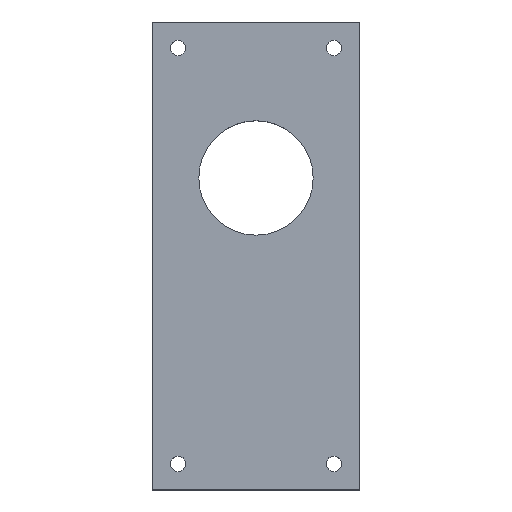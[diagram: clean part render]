
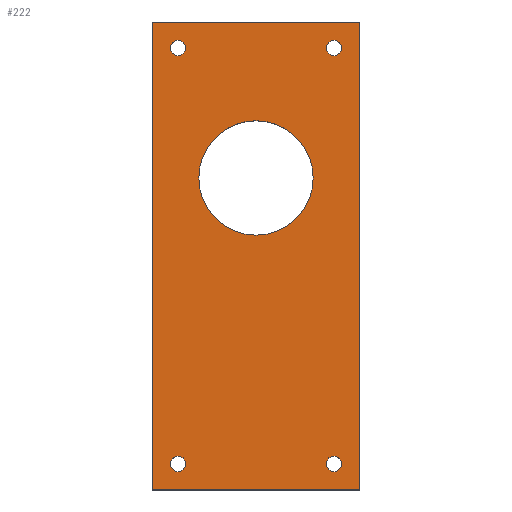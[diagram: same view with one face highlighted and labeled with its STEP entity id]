
A CAD part, top view. The second image highlights one B-rep face of the part: STEP entity #222.
In plain terms, the highlighted planar face has unit normal (0, 0, 1).
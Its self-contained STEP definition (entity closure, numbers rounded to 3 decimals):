
#4 = CARTESIAN_POINT ( 'NONE',  ( -69.189, 34.115, 10. ) ) ;
#10 = VERTEX_POINT ( 'NONE', #166 ) ;
#13 = CIRCLE ( 'NONE', #357, 1.5 ) ;
#16 = CARTESIAN_POINT ( 'NONE',  ( -70.689, -45.885, 10. ) ) ;
#18 = FACE_BOUND ( 'NONE', #481, .T. ) ;
#21 = AXIS2_PLACEMENT_3D ( 'NONE', #40, #43, #473 ) ;
#22 = ORIENTED_EDGE ( 'NONE', *, *, #198, .T. ) ;
#23 = CARTESIAN_POINT ( 'NONE',  ( 0., 0., 10. ) ) ;
#25 = CARTESIAN_POINT ( 'NONE',  ( 0., 39.115, 10. ) ) ;
#40 = CARTESIAN_POINT ( 'NONE',  ( -69.189, 34.115, 10. ) ) ;
#43 = DIRECTION ( 'NONE',  ( 0., 0., -1. ) ) ;
#44 = EDGE_CURVE ( 'NONE', #243, #437, #428, .T. ) ;
#49 = AXIS2_PLACEMENT_3D ( 'NONE', #436, #130, #122 ) ;
#51 = EDGE_CURVE ( 'NONE', #514, #144, #202, .T. ) ;
#53 = ORIENTED_EDGE ( 'NONE', *, *, #445, .T. ) ;
#60 = AXIS2_PLACEMENT_3D ( 'NONE', #499, #200, #511 ) ;
#66 = PLANE ( 'NONE',  #82 ) ;
#70 = EDGE_LOOP ( 'NONE', ( #422, #139 ) ) ;
#73 = DIRECTION ( 'NONE',  ( -1., 0., 0. ) ) ;
#79 = AXIS2_PLACEMENT_3D ( 'NONE', #169, #438, #265 ) ;
#82 = AXIS2_PLACEMENT_3D ( 'NONE', #23, #102, #204 ) ;
#89 = DIRECTION ( 'NONE',  ( 1., 0., 0. ) ) ;
#94 = DIRECTION ( 'NONE',  ( 1., 0., 0. ) ) ;
#102 = DIRECTION ( 'NONE',  ( 0., 0., 1. ) ) ;
#117 = EDGE_LOOP ( 'NONE', ( #53, #384 ) ) ;
#120 = DIRECTION ( 'NONE',  ( 1., 0., 0. ) ) ;
#122 = DIRECTION ( 'NONE',  ( 1., 0., 0. ) ) ;
#127 = CARTESIAN_POINT ( 'NONE',  ( -100.689, 34.115, 10. ) ) ;
#130 = DIRECTION ( 'NONE',  ( 0., 0., 1. ) ) ;
#132 = VERTEX_POINT ( 'NONE', #413 ) ;
#136 = EDGE_CURVE ( 'NONE', #132, #156, #211, .T. ) ;
#139 = ORIENTED_EDGE ( 'NONE', *, *, #516, .F. ) ;
#142 = DIRECTION ( 'NONE',  ( -1., 0., 0. ) ) ;
#144 = VERTEX_POINT ( 'NONE', #339 ) ;
#146 = CARTESIAN_POINT ( 'NONE',  ( -104.189, 39.115, 10. ) ) ;
#154 = ORIENTED_EDGE ( 'NONE', *, *, #290, .F. ) ;
#156 = VERTEX_POINT ( 'NONE', #16 ) ;
#162 = CARTESIAN_POINT ( 'NONE',  ( -104.189, 0., 10. ) ) ;
#166 = CARTESIAN_POINT ( 'NONE',  ( -67.689, 34.115, 10. ) ) ;
#169 = CARTESIAN_POINT ( 'NONE',  ( -99.189, -45.885, 10. ) ) ;
#171 = ORIENTED_EDGE ( 'NONE', *, *, #44, .F. ) ;
#173 = DIRECTION ( 'NONE',  ( 0., 0., 1. ) ) ;
#185 = EDGE_LOOP ( 'NONE', ( #266, #252 ) ) ;
#186 = VERTEX_POINT ( 'NONE', #466 ) ;
#194 = FACE_BOUND ( 'NONE', #185, .T. ) ;
#197 = CIRCLE ( 'NONE', #21, 1.5 ) ;
#198 = EDGE_CURVE ( 'NONE', #243, #514, #502, .T. ) ;
#200 = DIRECTION ( 'NONE',  ( 0., 0., 1. ) ) ;
#202 = LINE ( 'NONE', #554, #267 ) ;
#204 = DIRECTION ( 'NONE',  ( 1., 0., 0. ) ) ;
#211 = CIRCLE ( 'NONE', #455, 1.5 ) ;
#215 = CARTESIAN_POINT ( 'NONE',  ( -100.689, -45.885, 10. ) ) ;
#222 = ADVANCED_FACE ( 'NONE', ( #420, #379, #18, #461, #374, #194 ), #66, .T. ) ;
#234 = CIRCLE ( 'NONE', #338, 1.5 ) ;
#237 = CARTESIAN_POINT ( 'NONE',  ( -70.689, 34.115, 10. ) ) ;
#243 = VERTEX_POINT ( 'NONE', #146 ) ;
#245 = CARTESIAN_POINT ( 'NONE',  ( -64.189, 0., 10. ) ) ;
#252 = ORIENTED_EDGE ( 'NONE', *, *, #361, .T. ) ;
#260 = CIRCLE ( 'NONE', #60, 1.5 ) ;
#265 = DIRECTION ( 'NONE',  ( 1., 0., 0. ) ) ;
#266 = ORIENTED_EDGE ( 'NONE', *, *, #472, .T. ) ;
#267 = VECTOR ( 'NONE', #518, 1000. ) ;
#281 = DIRECTION ( 'NONE',  ( 0., 0., -1. ) ) ;
#283 = CARTESIAN_POINT ( 'NONE',  ( -97.689, -45.885, 10. ) ) ;
#286 = CIRCLE ( 'NONE', #434, 1.5 ) ;
#290 = EDGE_CURVE ( 'NONE', #437, #144, #371, .T. ) ;
#302 = EDGE_CURVE ( 'NONE', #450, #447, #260, .T. ) ;
#308 = CARTESIAN_POINT ( 'NONE',  ( -84.189, 9.115, 10. ) ) ;
#310 = VERTEX_POINT ( 'NONE', #283 ) ;
#314 = CARTESIAN_POINT ( 'NONE',  ( -99.189, 34.115, 10. ) ) ;
#318 = EDGE_LOOP ( 'NONE', ( #440, #154, #171, #22 ) ) ;
#319 = VERTEX_POINT ( 'NONE', #237 ) ;
#330 = CARTESIAN_POINT ( 'NONE',  ( -69.189, -45.885, 10. ) ) ;
#338 = AXIS2_PLACEMENT_3D ( 'NONE', #398, #173, #435 ) ;
#339 = CARTESIAN_POINT ( 'NONE',  ( -64.189, -50.885, 10. ) ) ;
#343 = CARTESIAN_POINT ( 'NONE',  ( -69.189, -45.885, 10. ) ) ;
#346 = EDGE_CURVE ( 'NONE', #447, #450, #13, .T. ) ;
#347 = DIRECTION ( 'NONE',  ( -1., 0., 0. ) ) ;
#351 = VERTEX_POINT ( 'NONE', #446 ) ;
#357 = AXIS2_PLACEMENT_3D ( 'NONE', #314, #491, #94 ) ;
#361 = EDGE_CURVE ( 'NONE', #10, #319, #286, .T. ) ;
#371 = LINE ( 'NONE', #245, #487 ) ;
#374 = FACE_BOUND ( 'NONE', #117, .T. ) ;
#379 = FACE_BOUND ( 'NONE', #551, .T. ) ;
#384 = ORIENTED_EDGE ( 'NONE', *, *, #136, .T. ) ;
#385 = AXIS2_PLACEMENT_3D ( 'NONE', #343, #394, #347 ) ;
#388 = VECTOR ( 'NONE', #517, 1000. ) ;
#391 = DIRECTION ( 'NONE',  ( 0., 0., 1. ) ) ;
#394 = DIRECTION ( 'NONE',  ( 0., 0., -1. ) ) ;
#398 = CARTESIAN_POINT ( 'NONE',  ( -99.189, -45.885, 10. ) ) ;
#410 = EDGE_CURVE ( 'NONE', #425, #310, #453, .T. ) ;
#413 = CARTESIAN_POINT ( 'NONE',  ( -67.689, -45.885, 10. ) ) ;
#416 = ORIENTED_EDGE ( 'NONE', *, *, #346, .F. ) ;
#417 = ORIENTED_EDGE ( 'NONE', *, *, #410, .F. ) ;
#419 = DIRECTION ( 'NONE',  ( 0., -1., 0. ) ) ;
#420 = FACE_OUTER_BOUND ( 'NONE', #318, .T. ) ;
#422 = ORIENTED_EDGE ( 'NONE', *, *, #531, .F. ) ;
#425 = VERTEX_POINT ( 'NONE', #215 ) ;
#428 = LINE ( 'NONE', #25, #519 ) ;
#430 = CIRCLE ( 'NONE', #385, 1.5 ) ;
#434 = AXIS2_PLACEMENT_3D ( 'NONE', #4, #281, #142 ) ;
#435 = DIRECTION ( 'NONE',  ( 1., 0., 0. ) ) ;
#436 = CARTESIAN_POINT ( 'NONE',  ( -84.189, 9.115, 10. ) ) ;
#437 = VERTEX_POINT ( 'NONE', #441 ) ;
#438 = DIRECTION ( 'NONE',  ( 0., 0., 1. ) ) ;
#440 = ORIENTED_EDGE ( 'NONE', *, *, #51, .T. ) ;
#441 = CARTESIAN_POINT ( 'NONE',  ( -64.189, 39.115, 10. ) ) ;
#444 = CIRCLE ( 'NONE', #530, 11. ) ;
#445 = EDGE_CURVE ( 'NONE', #156, #132, #430, .T. ) ;
#446 = CARTESIAN_POINT ( 'NONE',  ( -73.189, 9.115, 10. ) ) ;
#447 = VERTEX_POINT ( 'NONE', #127 ) ;
#450 = VERTEX_POINT ( 'NONE', #521 ) ;
#453 = CIRCLE ( 'NONE', #79, 1.5 ) ;
#455 = AXIS2_PLACEMENT_3D ( 'NONE', #330, #508, #73 ) ;
#461 = FACE_BOUND ( 'NONE', #70, .T. ) ;
#466 = CARTESIAN_POINT ( 'NONE',  ( -95.189, 9.115, 10. ) ) ;
#469 = ORIENTED_EDGE ( 'NONE', *, *, #302, .F. ) ;
#472 = EDGE_CURVE ( 'NONE', #319, #10, #197, .T. ) ;
#473 = DIRECTION ( 'NONE',  ( -1., 0., 0. ) ) ;
#475 = CIRCLE ( 'NONE', #49, 11. ) ;
#481 = EDGE_LOOP ( 'NONE', ( #416, #469 ) ) ;
#487 = VECTOR ( 'NONE', #419, 1000. ) ;
#488 = EDGE_CURVE ( 'NONE', #310, #425, #234, .T. ) ;
#491 = DIRECTION ( 'NONE',  ( 0., 0., 1. ) ) ;
#499 = CARTESIAN_POINT ( 'NONE',  ( -99.189, 34.115, 10. ) ) ;
#502 = LINE ( 'NONE', #162, #388 ) ;
#508 = DIRECTION ( 'NONE',  ( 0., 0., -1. ) ) ;
#511 = DIRECTION ( 'NONE',  ( 1., 0., 0. ) ) ;
#514 = VERTEX_POINT ( 'NONE', #528 ) ;
#516 = EDGE_CURVE ( 'NONE', #351, #186, #475, .T. ) ;
#517 = DIRECTION ( 'NONE',  ( 0., -1., 0. ) ) ;
#518 = DIRECTION ( 'NONE',  ( 1., 0., 0. ) ) ;
#519 = VECTOR ( 'NONE', #120, 1000. ) ;
#521 = CARTESIAN_POINT ( 'NONE',  ( -97.689, 34.115, 10. ) ) ;
#528 = CARTESIAN_POINT ( 'NONE',  ( -104.189, -50.885, 10. ) ) ;
#530 = AXIS2_PLACEMENT_3D ( 'NONE', #308, #391, #89 ) ;
#531 = EDGE_CURVE ( 'NONE', #186, #351, #444, .T. ) ;
#537 = ORIENTED_EDGE ( 'NONE', *, *, #488, .F. ) ;
#551 = EDGE_LOOP ( 'NONE', ( #417, #537 ) ) ;
#554 = CARTESIAN_POINT ( 'NONE',  ( 0., -50.885, 10. ) ) ;
